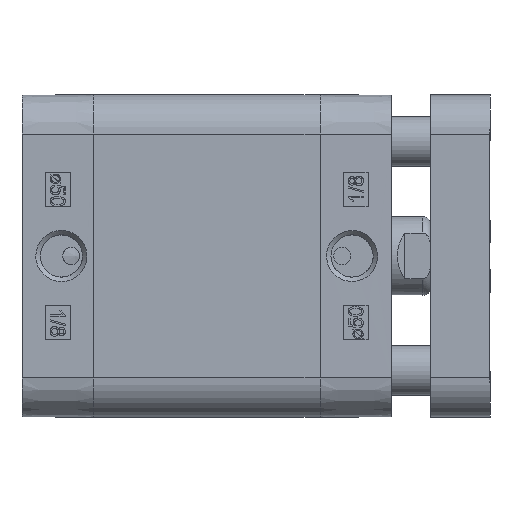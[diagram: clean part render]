
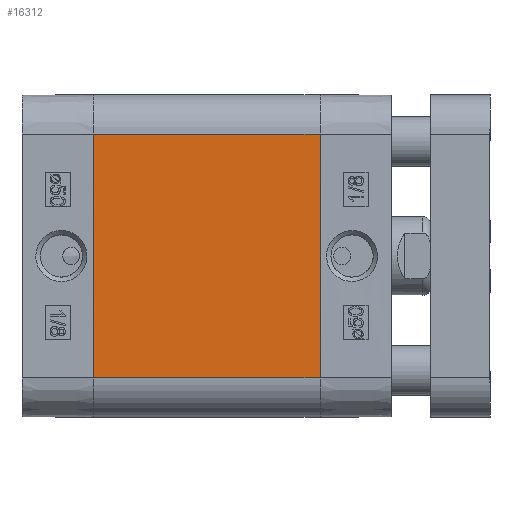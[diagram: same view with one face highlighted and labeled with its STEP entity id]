
A CAD part, left-side view. The second image highlights one B-rep face of the part: STEP entity #16312.
In plain terms, the highlighted planar face has unit normal (-1, 0, 0).
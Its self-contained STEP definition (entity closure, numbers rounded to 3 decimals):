
#12338=CARTESIAN_POINT('',(-32.75,-46.0,24.75));
#12339=VERTEX_POINT('',#12338);
#12346=CARTESIAN_POINT('',(-32.75,-46.0,-24.75));
#12347=VERTEX_POINT('',#12346);
#12348=CARTESIAN_POINT('',(-32.75,-46.0,-24.75));
#12349=DIRECTION('',(0.0,0.0,1.0));
#12350=VECTOR('',#12349,49.5);
#12351=LINE('',#12348,#12350);
#12352=EDGE_CURVE('',#12347,#12339,#12351,.T.);
#16270=CARTESIAN_POINT('',(-32.75,0.0,-24.75));
#16271=VERTEX_POINT('',#16270);
#16272=CARTESIAN_POINT('',(-32.75,0.0,-24.75));
#16273=DIRECTION('',(0.0,-1.0,0.0));
#16274=VECTOR('',#16273,46.0);
#16275=LINE('',#16272,#16274);
#16276=EDGE_CURVE('',#16271,#12347,#16275,.T.);
#16289=CARTESIAN_POINT('',(-32.75,0.0,-24.75));
#16290=DIRECTION('',(-1.0,0.0,0.0));
#16291=DIRECTION('',(0.0,0.0,1.0));
#16292=AXIS2_PLACEMENT_3D('',#16289,#16290,#16291);
#16293=PLANE('',#16292);
#16294=ORIENTED_EDGE('',*,*,#12352,.T.);
#16295=CARTESIAN_POINT('',(-32.75,0.0,24.75));
#16296=VERTEX_POINT('',#16295);
#16297=CARTESIAN_POINT('',(-32.75,0.0,24.75));
#16298=DIRECTION('',(0.0,-1.0,0.0));
#16299=VECTOR('',#16298,46.0);
#16300=LINE('',#16297,#16299);
#16301=EDGE_CURVE('',#16296,#12339,#16300,.T.);
#16302=ORIENTED_EDGE('',*,*,#16301,.F.);
#16303=CARTESIAN_POINT('',(-32.75,0.0,-24.75));
#16304=DIRECTION('',(0.0,0.0,1.0));
#16305=VECTOR('',#16304,49.5);
#16306=LINE('',#16303,#16305);
#16307=EDGE_CURVE('',#16271,#16296,#16306,.T.);
#16308=ORIENTED_EDGE('',*,*,#16307,.F.);
#16309=ORIENTED_EDGE('',*,*,#16276,.T.);
#16310=EDGE_LOOP('',(#16294,#16302,#16308,#16309));
#16311=FACE_OUTER_BOUND('',#16310,.T.);
#16312=ADVANCED_FACE('',(#16311),#16293,.T.);
